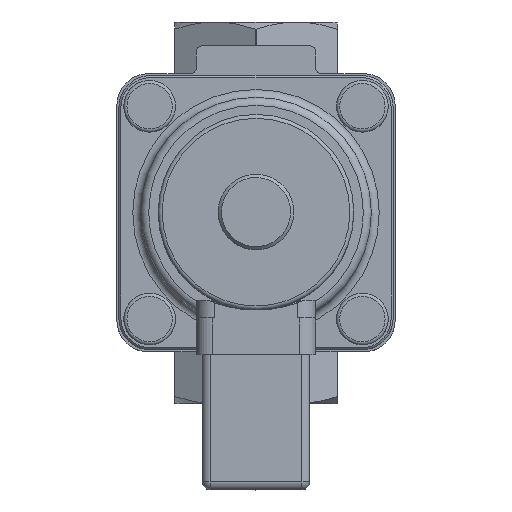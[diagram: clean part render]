
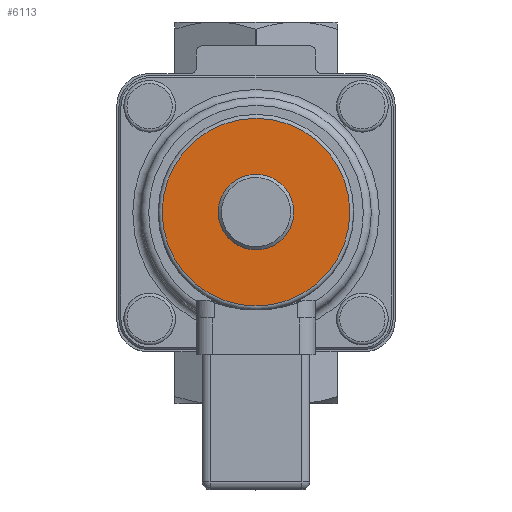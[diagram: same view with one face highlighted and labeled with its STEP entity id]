
A CAD part, top view. The second image highlights one B-rep face of the part: STEP entity #6113.
In plain terms, the highlighted planar face has unit normal (0, 0, 1).
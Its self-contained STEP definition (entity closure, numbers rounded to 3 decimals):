
#1243=PLANE('',#6617);
#1342=FACE_BOUND('',#1911,.T.);
#1503=FACE_OUTER_BOUND('',#1910,.T.);
#1910=EDGE_LOOP('',(#4670));
#1911=EDGE_LOOP('',(#4671));
#2349=CIRCLE('',#6618,23.6);
#2350=CIRCLE('',#6619,8.7);
#2768=VERTEX_POINT('',#12098);
#2769=VERTEX_POINT('',#12100);
#3468=EDGE_CURVE('',#2768,#2768,#2349,.T.);
#3469=EDGE_CURVE('',#2769,#2769,#2350,.T.);
#4670=ORIENTED_EDGE('',*,*,#3468,.F.);
#4671=ORIENTED_EDGE('',*,*,#3469,.F.);
#6113=ADVANCED_FACE('',(#1503,#1342),#1243,.T.);
#6617=AXIS2_PLACEMENT_3D('',#12097,#7717,#7718);
#6618=AXIS2_PLACEMENT_3D('',#12099,#7719,#7720);
#6619=AXIS2_PLACEMENT_3D('',#12101,#7721,#7722);
#7717=DIRECTION('center_axis',(0.,0.,1.));
#7718=DIRECTION('ref_axis',(1.,0.,0.));
#7719=DIRECTION('center_axis',(0.,0.,-1.));
#7720=DIRECTION('ref_axis',(0.,1.,0.));
#7721=DIRECTION('center_axis',(0.,0.,
1.));
#7722=DIRECTION('ref_axis',(0.988,0.158,0.));
#12097=CARTESIAN_POINT('Origin',(0.,14.825,112.5));
#12098=CARTESIAN_POINT('',(0.,23.6,112.5));
#12099=CARTESIAN_POINT('Origin',(0.,0.,
112.5));
#12100=CARTESIAN_POINT('',(-8.591,-1.37,112.5));
#12101=CARTESIAN_POINT('Origin',(0.,0.,
112.5));
